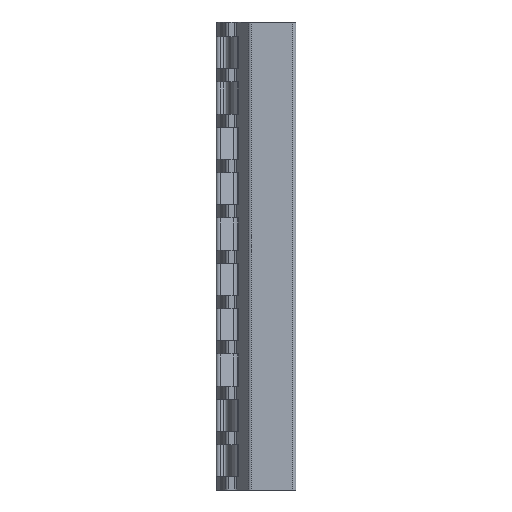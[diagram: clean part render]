
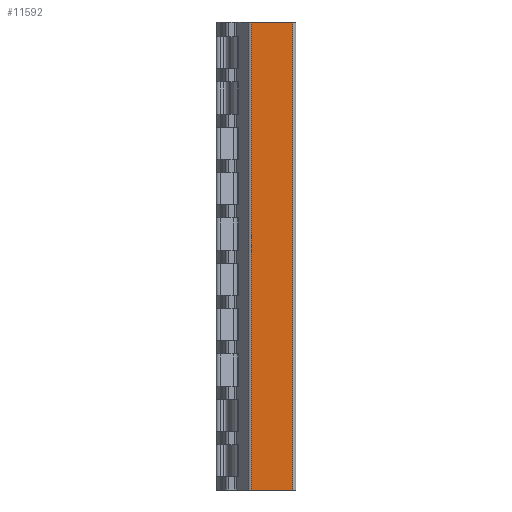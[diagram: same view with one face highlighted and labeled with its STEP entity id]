
A CAD part, front view. The second image highlights one B-rep face of the part: STEP entity #11592.
In plain terms, the highlighted planar face has unit normal (0, -1, 0).
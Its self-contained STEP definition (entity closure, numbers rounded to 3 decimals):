
#221 = CARTESIAN_POINT ( 'NONE',  ( 17.994, -3., -40. ) ) ;
#571 = VECTOR ( 'NONE', #7584, 1000. ) ;
#946 = LINE ( 'NONE', #14913, #15716 ) ;
#4640 = LINE ( 'NONE', #10512, #571 ) ;
#4712 = VERTEX_POINT ( 'NONE', #14747 ) ;
#5099 = ORIENTED_EDGE ( 'NONE', *, *, #30170, .T. ) ;
#7584 = DIRECTION ( 'NONE',  ( 1., 0., 0. ) ) ;
#8416 = DIRECTION ( 'NONE',  ( -1., 0., 0. ) ) ;
#9008 = EDGE_LOOP ( 'NONE', ( #35884, #5099, #28042, #16954 ) ) ;
#9376 = VECTOR ( 'NONE', #20014, 1000. ) ;
#10512 = CARTESIAN_POINT ( 'NONE',  ( 10.592, -3., -40. ) ) ;
#11592 = ADVANCED_FACE ( 'NONE', ( #31213 ), #35867, .F. ) ;
#12943 = VECTOR ( 'NONE', #31842, 1000. ) ;
#14747 = CARTESIAN_POINT ( 'NONE',  ( 10.836, -3., 40. ) ) ;
#14913 = CARTESIAN_POINT ( 'NONE',  ( 10.592, -3., 40. ) ) ;
#15716 = VECTOR ( 'NONE', #28184, 1000. ) ;
#15819 = DIRECTION ( 'NONE',  ( 0., 1., 0. ) ) ;
#16954 = ORIENTED_EDGE ( 'NONE', *, *, #35846, .T. ) ;
#17613 = LINE ( 'NONE', #25687, #9376 ) ;
#20014 = DIRECTION ( 'NONE',  ( 0., 0., -1. ) ) ;
#22843 = LINE ( 'NONE', #25786, #12943 ) ;
#24273 = CARTESIAN_POINT ( 'NONE',  ( 10.592, -3., 40. ) ) ;
#25189 = EDGE_CURVE ( 'NONE', #36212, #26161, #4640, .T. ) ;
#25687 = CARTESIAN_POINT ( 'NONE',  ( 10.836, -3., 40. ) ) ;
#25786 = CARTESIAN_POINT ( 'NONE',  ( 17.994, -3., 40. ) ) ;
#26161 = VERTEX_POINT ( 'NONE', #221 ) ;
#28042 = ORIENTED_EDGE ( 'NONE', *, *, #29073, .F. ) ;
#28184 = DIRECTION ( 'NONE',  ( 1., 0., 0. ) ) ;
#28786 = AXIS2_PLACEMENT_3D ( 'NONE', #24273, #15819, #8416 ) ;
#29034 = CARTESIAN_POINT ( 'NONE',  ( 17.994, -3., 40. ) ) ;
#29073 = EDGE_CURVE ( 'NONE', #4712, #32628, #946, .T. ) ;
#30170 = EDGE_CURVE ( 'NONE', #26161, #32628, #22843, .T. ) ;
#31213 = FACE_OUTER_BOUND ( 'NONE', #9008, .T. ) ;
#31842 = DIRECTION ( 'NONE',  ( 0., 0., 1. ) ) ;
#32628 = VERTEX_POINT ( 'NONE', #29034 ) ;
#33755 = CARTESIAN_POINT ( 'NONE',  ( 10.836, -3., -40. ) ) ;
#35846 = EDGE_CURVE ( 'NONE', #4712, #36212, #17613, .T. ) ;
#35867 = PLANE ( 'NONE',  #28786 ) ;
#35884 = ORIENTED_EDGE ( 'NONE', *, *, #25189, .T. ) ;
#36212 = VERTEX_POINT ( 'NONE', #33755 ) ;
